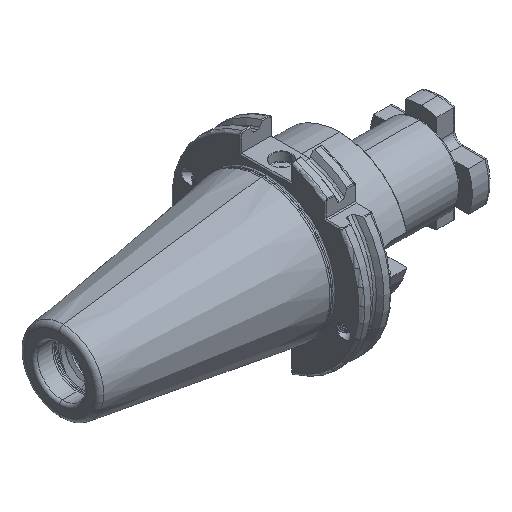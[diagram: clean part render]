
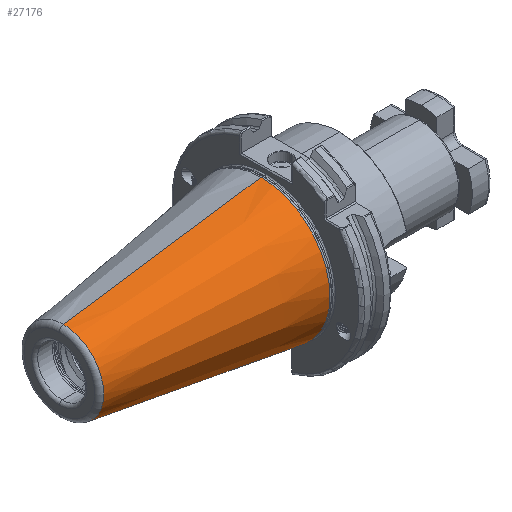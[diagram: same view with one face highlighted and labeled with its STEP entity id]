
A CAD part, isometric view. The second image highlights one B-rep face of the part: STEP entity #27176.
In plain terms, the highlighted conical face has half-angle 8.297 degrees and reference radius 35.392 mm.
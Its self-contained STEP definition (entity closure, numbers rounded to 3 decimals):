
#2448 = CONICAL_SURFACE ( 'NONE', #21855, 35.392, 0.145 ) ;
#2504 = FACE_OUTER_BOUND ( 'NONE', #26787, .T. ) ;
#4362 = EDGE_CURVE ( 'NONE', #17546, #17488, #15021, .T. ) ;
#4432 = EDGE_CURVE ( 'NONE', #17545, #17491, #15082, .T. ) ;
#9956 = ORIENTED_EDGE ( 'NONE', *, *, #16754, .T. ) ;
#9961 = ORIENTED_EDGE ( 'NONE', *, *, #16917, .F. ) ;
#10067 = ORIENTED_EDGE ( 'NONE', *, *, #4432, .F. ) ;
#10071 = ORIENTED_EDGE ( 'NONE', *, *, #16812, .F. ) ;
#10072 = ORIENTED_EDGE ( 'NONE', *, *, #4362, .T. ) ;
#13105 = DIRECTION ( 'NONE',  ( 1., 0., 0. ) ) ;
#13115 = DIRECTION ( 'NONE',  ( 0., 0., -1. ) ) ;
#13131 = CARTESIAN_POINT ( 'NONE',  ( 0., 0., 0. ) ) ;
#14690 = LINE ( 'NONE', #21465, #14692 ) ;
#14692 = VECTOR ( 'NONE', #21486, 1000. ) ;
#15021 = CIRCLE ( 'NONE', #16944, 20.399 ) ;
#15082 = CIRCLE ( 'NONE', #16936, 35.027 ) ;
#15571 = CARTESIAN_POINT ( 'NONE',  ( -102.811, 0., 0. ) ) ;
#15572 = DIRECTION ( 'NONE',  ( 1., 0., 0. ) ) ;
#15574 = DIRECTION ( 'NONE',  ( 0., 0., 1. ) ) ;
#16555 = CARTESIAN_POINT ( 'NONE',  ( -2.5, 0., 0. ) ) ;
#16570 = DIRECTION ( 'NONE',  ( 1., 0., 0. ) ) ;
#16605 = DIRECTION ( 'NONE',  ( 0., 1., 0. ) ) ;
#16754 = EDGE_CURVE ( 'NONE', #17488, #17491, #14690, .T. ) ;
#16812 = EDGE_CURVE ( 'NONE', #17546, #17493, #27704, .T. ) ;
#16917 = EDGE_CURVE ( 'NONE', #17493, #17545, #27690, .T. ) ;
#16936 = AXIS2_PLACEMENT_3D ( 'NONE', #16555, #16570, #16605 ) ;
#16944 = AXIS2_PLACEMENT_3D ( 'NONE', #15571, #15572, #15574 ) ;
#17111 = AXIS2_PLACEMENT_3D ( 'NONE', #21828, #21812, #21830 ) ;
#17488 = VERTEX_POINT ( 'NONE', #20900 ) ;
#17491 = VERTEX_POINT ( 'NONE', #20863 ) ;
#17493 = VERTEX_POINT ( 'NONE', #20869 ) ;
#17545 = VERTEX_POINT ( 'NONE', #20927 ) ;
#17546 = VERTEX_POINT ( 'NONE', #20961 ) ;
#20863 = CARTESIAN_POINT ( 'NONE',  ( -2.5, 0., -35.027 ) ) ;
#20869 = CARTESIAN_POINT ( 'NONE',  ( -2.5, 0., 35.027 ) ) ;
#20900 = CARTESIAN_POINT ( 'NONE',  ( -102.811, 0., -20.399 ) ) ;
#20927 = CARTESIAN_POINT ( 'NONE',  ( -2.5, -35.027, 0. ) ) ;
#20961 = CARTESIAN_POINT ( 'NONE',  ( -102.811, 0., 20.399 ) ) ;
#21465 = CARTESIAN_POINT ( 'NONE',  ( 0., 0., -35.392 ) ) ;
#21486 = DIRECTION ( 'NONE',  ( 0.99, 0., -0.144 ) ) ;
#21628 = CARTESIAN_POINT ( 'NONE',  ( 0., 0., 35.392 ) ) ;
#21646 = DIRECTION ( 'NONE',  ( 0.99, 0., 0.144 ) ) ;
#21812 = DIRECTION ( 'NONE',  ( 1., 0., 0. ) ) ;
#21828 = CARTESIAN_POINT ( 'NONE',  ( -2.5, 0., 0. ) ) ;
#21830 = DIRECTION ( 'NONE',  ( 0., 1., 0. ) ) ;
#21855 = AXIS2_PLACEMENT_3D ( 'NONE', #13131, #13105, #13115 ) ;
#26787 = EDGE_LOOP ( 'NONE', ( #10071, #10072, #9956, #10067, #9961 ) ) ;
#27176 = ADVANCED_FACE ( 'NONE', ( #2504 ), #2448, .T. ) ;
#27690 = CIRCLE ( 'NONE', #17111, 35.027 ) ;
#27704 = LINE ( 'NONE', #21628, #27720 ) ;
#27720 = VECTOR ( 'NONE', #21646, 1000. ) ;
